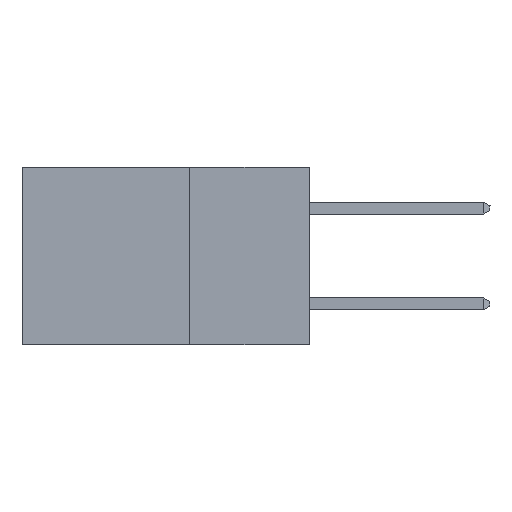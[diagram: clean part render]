
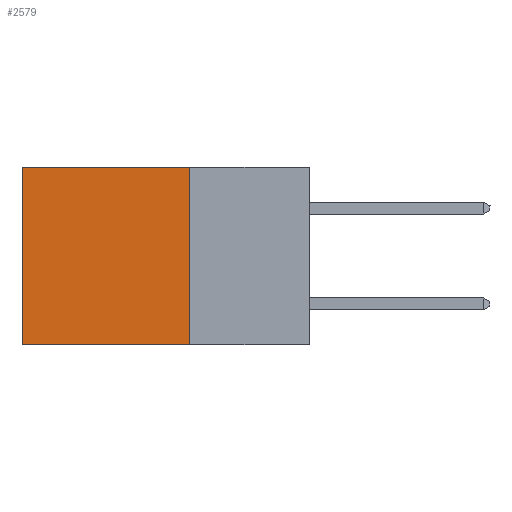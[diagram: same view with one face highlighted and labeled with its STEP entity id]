
A CAD part, left-side view. The second image highlights one B-rep face of the part: STEP entity #2579.
In plain terms, the highlighted planar face has unit normal (-1, 0, 0).
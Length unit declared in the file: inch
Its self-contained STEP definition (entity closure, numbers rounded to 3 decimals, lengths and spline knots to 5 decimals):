
#455 = LINE ( 'NONE', #11816, #4595 ) ;
#1044 = PLANE ( 'NONE',  #12008 ) ;
#1370 = VECTOR ( 'NONE', #9823, 39.37008 ) ;
#1412 = CARTESIAN_POINT ( 'NONE',  ( 0.2875, 0.25, -0.37 ) ) ;
#1648 = DIRECTION ( 'NONE',  ( 1., 0., 0. ) ) ;
#2476 = CARTESIAN_POINT ( 'NONE',  ( 0.2875, 0.25, -0.37 ) ) ;
#2579 = ADVANCED_FACE ( 'NONE', ( #18113 ), #1044, .F. ) ;
#3540 = ORIENTED_EDGE ( 'NONE', *, *, #12950, .T. ) ;
#3694 = EDGE_CURVE ( 'NONE', #4082, #19796, #20509, .T. ) ;
#4082 = VERTEX_POINT ( 'NONE', #1412 ) ;
#4125 = CARTESIAN_POINT ( 'NONE',  ( 0.2875, 0.6, 0. ) ) ;
#4444 = VERTEX_POINT ( 'NONE', #18049 ) ;
#4595 = VECTOR ( 'NONE', #10148, 39.37008 ) ;
#5322 = ORIENTED_EDGE ( 'NONE', *, *, #21961, .T. ) ;
#5358 = CARTESIAN_POINT ( 'NONE',  ( 0.2875, 0.6, 0. ) ) ;
#7910 = ORIENTED_EDGE ( 'NONE', *, *, #14458, .F. ) ;
#9668 = VERTEX_POINT ( 'NONE', #4125 ) ;
#9823 = DIRECTION ( 'NONE',  ( 0., 1., 0. ) ) ;
#10148 = DIRECTION ( 'NONE',  ( 0., 0., -1. ) ) ;
#11816 = CARTESIAN_POINT ( 'NONE',  ( 0.2875, 0.25, 0. ) ) ;
#11918 = DIRECTION ( 'NONE',  ( 0., 0., -1. ) ) ;
#12008 = AXIS2_PLACEMENT_3D ( 'NONE', #21923, #1648, #11918 ) ;
#12219 = DIRECTION ( 'NONE',  ( 0., 0., -1. ) ) ;
#12775 = LINE ( 'NONE', #5358, #14663 ) ;
#12950 = EDGE_CURVE ( 'NONE', #4444, #9668, #13884, .T. ) ;
#13522 = CARTESIAN_POINT ( 'NONE',  ( 0.2875, 0.6, -0.37 ) ) ;
#13884 = LINE ( 'NONE', #20227, #1370 ) ;
#14458 = EDGE_CURVE ( 'NONE', #4444, #4082, #455, .T. ) ;
#14663 = VECTOR ( 'NONE', #12219, 39.37008 ) ;
#15870 = VECTOR ( 'NONE', #18212, 39.37008 ) ;
#16452 = ORIENTED_EDGE ( 'NONE', *, *, #3694, .F. ) ;
#18049 = CARTESIAN_POINT ( 'NONE',  ( 0.2875, 0.25, 0. ) ) ;
#18113 = FACE_OUTER_BOUND ( 'NONE', #21121, .T. ) ;
#18212 = DIRECTION ( 'NONE',  ( 0., 1., 0. ) ) ;
#19796 = VERTEX_POINT ( 'NONE', #13522 ) ;
#20227 = CARTESIAN_POINT ( 'NONE',  ( 0.2875, 0.25, 0. ) ) ;
#20509 = LINE ( 'NONE', #2476, #15870 ) ;
#21121 = EDGE_LOOP ( 'NONE', ( #5322, #16452, #7910, #3540 ) ) ;
#21923 = CARTESIAN_POINT ( 'NONE',  ( 0.2875, 0.25, 0. ) ) ;
#21961 = EDGE_CURVE ( 'NONE', #9668, #19796, #12775, .T. ) ;
